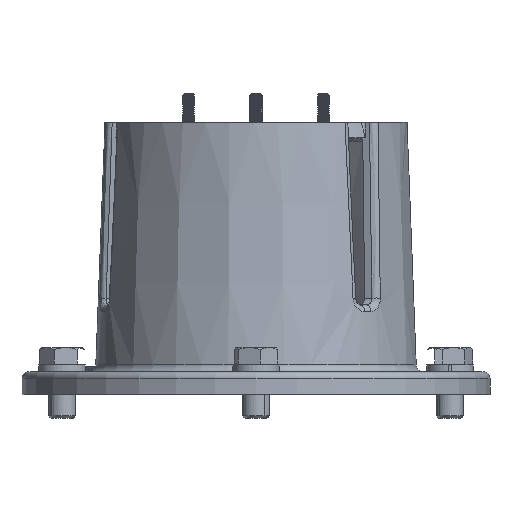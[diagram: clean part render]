
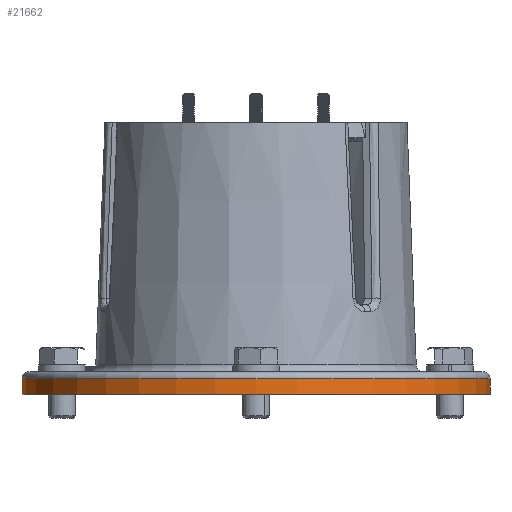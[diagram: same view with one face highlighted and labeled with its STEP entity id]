
A CAD part, left-side view. The second image highlights one B-rep face of the part: STEP entity #21662.
In plain terms, the highlighted cylindrical face has radius 111.125 mm (diameter 222.25 mm), a partial arc.
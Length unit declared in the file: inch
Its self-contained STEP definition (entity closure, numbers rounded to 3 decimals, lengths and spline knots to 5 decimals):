
#1567 = LINE ( 'NONE', #3005, #18617 ) ;
#1991 = EDGE_CURVE ( 'NONE', #23240, #3267, #8291, .T. ) ;
#3005 = CARTESIAN_POINT ( 'NONE',  ( 0., 4.375, 0.035 ) ) ;
#3267 = VERTEX_POINT ( 'NONE', #23628 ) ;
#4091 = VECTOR ( 'NONE', #6792, 39.37008 ) ;
#4639 = ORIENTED_EDGE ( 'NONE', *, *, #17572, .F. ) ;
#5125 = AXIS2_PLACEMENT_3D ( 'NONE', #22838, #9511, #25094 ) ;
#5250 = DIRECTION ( 'NONE',  ( 0., 0., -1. ) ) ;
#5525 = ORIENTED_EDGE ( 'NONE', *, *, #18945, .T. ) ;
#6302 = EDGE_CURVE ( 'NONE', #26797, #10879, #14689, .T. ) ;
#6792 = DIRECTION ( 'NONE',  ( 0., 0., -1. ) ) ;
#7000 = CARTESIAN_POINT ( 'NONE',  ( 0., -4.375, 0.035 ) ) ;
#7614 = EDGE_LOOP ( 'NONE', ( #4639, #14657, #5525, #25950 ) ) ;
#8291 = CIRCLE ( 'NONE', #13049, 4.375 ) ;
#8494 = CARTESIAN_POINT ( 'NONE',  ( 0., -4.375, 0.21 ) ) ;
#8857 = DIRECTION ( 'NONE',  ( 0., 0., -1. ) ) ;
#9511 = DIRECTION ( 'NONE',  ( 0., 0., 1. ) ) ;
#10464 = DIRECTION ( 'NONE',  ( 0., 0., -1. ) ) ;
#10617 = CARTESIAN_POINT ( 'NONE',  ( 0., -4.375, -0.085 ) ) ;
#10870 = FACE_OUTER_BOUND ( 'NONE', #7614, .T. ) ;
#10879 = VERTEX_POINT ( 'NONE', #10617 ) ;
#11366 = CARTESIAN_POINT ( 'NONE',  ( 0., 4.375, -0.085 ) ) ;
#13049 = AXIS2_PLACEMENT_3D ( 'NONE', #22182, #8857, #26652 ) ;
#14657 = ORIENTED_EDGE ( 'NONE', *, *, #1991, .T. ) ;
#14689 = CIRCLE ( 'NONE', #5125, 4.375 ) ;
#15393 = CYLINDRICAL_SURFACE ( 'NONE', #27559, 4.375 ) ;
#17206 = CARTESIAN_POINT ( 'NONE',  ( 0., 0., 0.035 ) ) ;
#17572 = EDGE_CURVE ( 'NONE', #23240, #10879, #21119, .T. ) ;
#18617 = VECTOR ( 'NONE', #5250, 39.37008 ) ;
#18945 = EDGE_CURVE ( 'NONE', #3267, #26797, #1567, .T. ) ;
#21119 = LINE ( 'NONE', #7000, #4091 ) ;
#21662 = ADVANCED_FACE ( 'NONE', ( #10870 ), #15393, .T. ) ;
#22182 = CARTESIAN_POINT ( 'NONE',  ( 0., 0., 0.21 ) ) ;
#22838 = CARTESIAN_POINT ( 'NONE',  ( 0., 0., -0.085 ) ) ;
#23240 = VERTEX_POINT ( 'NONE', #8494 ) ;
#23628 = CARTESIAN_POINT ( 'NONE',  ( 0., 4.375, 0.21 ) ) ;
#25094 = DIRECTION ( 'NONE',  ( 0., -1., 0. ) ) ;
#25950 = ORIENTED_EDGE ( 'NONE', *, *, #6302, .T. ) ;
#26000 = DIRECTION ( 'NONE',  ( 0., 1., 0. ) ) ;
#26652 = DIRECTION ( 'NONE',  ( 0., 1., 0. ) ) ;
#26797 = VERTEX_POINT ( 'NONE', #11366 ) ;
#27559 = AXIS2_PLACEMENT_3D ( 'NONE', #17206, #10464, #26000 ) ;
